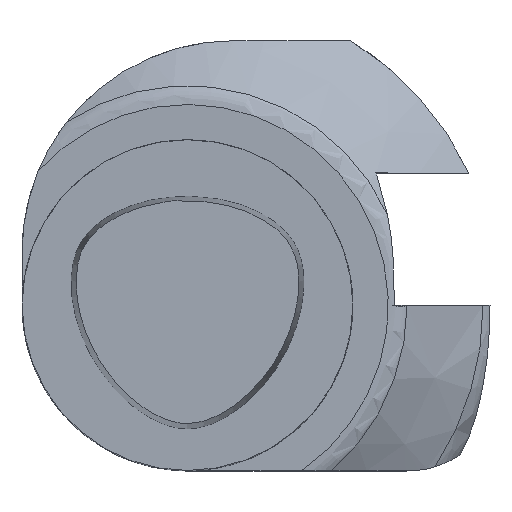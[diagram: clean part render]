
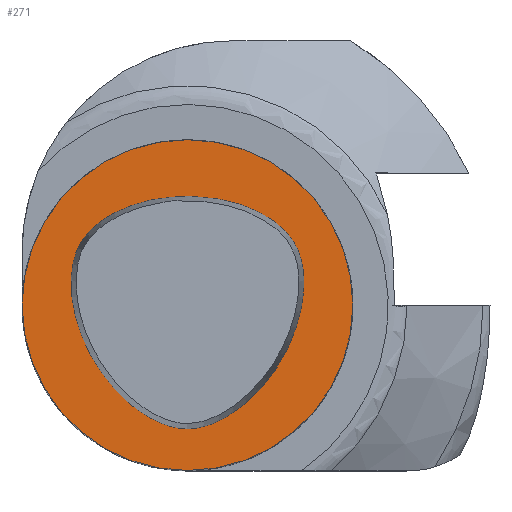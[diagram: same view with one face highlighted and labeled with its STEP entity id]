
A CAD part, top view. The second image highlights one B-rep face of the part: STEP entity #271.
In plain terms, the highlighted planar face has unit normal (0, 0, 1).
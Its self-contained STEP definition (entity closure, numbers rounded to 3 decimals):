
#249=EDGE_CURVE('240[2]',#550,#550,#551,.T.);
#271=ADVANCED_FACE('240[2]',(#579,#580),#581,.T.);
#332=EDGE_CURVE('240[2]',#413,#413,#649,.T.);
#413=VERTEX_POINT('',#1161);
#550=VERTEX_POINT('',#1477);
#551=CIRCLE('',#1478,24.99);
#579=FACE_OUTER_BOUND('',#1527,.T.);
#580=FACE_BOUND('',#1528,.T.);
#581=PLANE('',#1529);
#649=B_SPLINE_CURVE_WITH_KNOTS('',3,(#1663,#1664,#1665,#1666,#1667,#1668,#1669,#1670,#1671,#1672,#1673,#1674,#1675,#1676,#1677,#1678,#1679,#1680,#1681,#1682,#1683,#1684,#1685,#1686,#1687,#1688,#1689,#1690,#1691,#1692,#1693,#1694,#1695,#1696,#1697,#1698,#1699,#1700,#1701,#1702,#1703,#1704,#1705,#1706,#1707,#1708,#1709,#1710,#1711,#1712,#1713,#1714,#1715,#1716,#1717,#1718,#1719,#1720,#1721,#1722,#1723,#1724,#1725,#1726,#1727,#1728,#1729,#1730,#1731,#1732,#1733,#1734,#1735,#1736,#1737,#1738,#1739,#1740,#1741,#1742,#1743,#1744,#1745,#1746,#1747,#1748,#1749,#1750,#1751,#1752,#1753,#1754,#1755,#1756,#1757,#1758),.UNSPECIFIED.,.T.,.F.,(4,2,2,2,2,2,2,2,2,2,2,2,2,2,2,2,2,2,2,2,2,2,2,2,2,2,2,2,2,2,2,2,2,2,2,2,2,2,2,2,2,2,2,2,2,2,2,4),(0.0,0.,0.023,0.046,0.069,0.091,0.112,0.133,0.153,0.173,0.194,0.214,0.236,0.257,0.28,0.302,0.326,0.349,0.372,0.395,0.417,0.438,0.459,0.48,0.5,0.52,0.541,0.562,0.583,0.605,0.628,0.651,0.674,0.698,0.72,0.743,0.764,0.786,0.806,0.827,0.847,0.867,0.888,0.909,0.931,0.954,0.977,1.0),.UNSPECIFIED.);
#1161=CARTESIAN_POINT('',(-0.001,-18.694,0.0));
#1477=CARTESIAN_POINT('',(0.,-24.99,0.));
#1478=AXIS2_PLACEMENT_3D('',#1974,#1975,#1976);
#1527=EDGE_LOOP('',(#2009));
#1528=EDGE_LOOP('',(#2010));
#1529=AXIS2_PLACEMENT_3D('',#2011,#2012,#2013);
#1663=CARTESIAN_POINT('',(-0.001,-18.694,0.0));
#1664=CARTESIAN_POINT('',(-0.011,-18.694,0.0));
#1665=CARTESIAN_POINT('',(-0.02,-18.694,0.0));
#1666=CARTESIAN_POINT('',(-0.871,-18.695,0.0));
#1667=CARTESIAN_POINT('',(-1.713,-18.556,0.));
#1668=CARTESIAN_POINT('',(-3.347,-18.108,0.0));
#1669=CARTESIAN_POINT('',(-4.138,-17.797,0.0));
#1670=CARTESIAN_POINT('',(-5.644,-17.061,0.0));
#1671=CARTESIAN_POINT('',(-6.361,-16.639,0.0));
#1672=CARTESIAN_POINT('',(-7.712,-15.718,0.0));
#1673=CARTESIAN_POINT('',(-8.348,-15.221,0.0));
#1674=CARTESIAN_POINT('',(-9.549,-14.18,0.0));
#1675=CARTESIAN_POINT('',(-10.114,-13.638,0.0));
#1676=CARTESIAN_POINT('',(-11.179,-12.514,0.0));
#1677=CARTESIAN_POINT('',(-11.678,-11.934,0.0));
#1678=CARTESIAN_POINT('',(-12.616,-10.742,0.0));
#1679=CARTESIAN_POINT('',(-13.055,-10.13,0.));
#1680=CARTESIAN_POINT('',(-13.877,-8.876,0.0));
#1681=CARTESIAN_POINT('',(-14.26,-8.233,0.0));
#1682=CARTESIAN_POINT('',(-14.972,-6.916,0.0));
#1683=CARTESIAN_POINT('',(-15.3,-6.242,0.0));
#1684=CARTESIAN_POINT('',(-15.902,-4.857,0.));
#1685=CARTESIAN_POINT('',(-16.174,-4.147,0.));
#1686=CARTESIAN_POINT('',(-16.658,-2.689,0.0));
#1687=CARTESIAN_POINT('',(-16.869,-1.941,0.0));
#1688=CARTESIAN_POINT('',(-17.218,-0.406,0.0));
#1689=CARTESIAN_POINT('',(-17.354,0.381,0.0));
#1690=CARTESIAN_POINT('',(-17.542,1.99,0.0));
#1691=CARTESIAN_POINT('',(-17.59,2.813,0.));
#1692=CARTESIAN_POINT('',(-17.564,4.476,0.0));
#1693=CARTESIAN_POINT('',(-17.486,5.317,0.0));
#1694=CARTESIAN_POINT('',(-17.171,6.985,0.0));
#1695=CARTESIAN_POINT('',(-16.933,7.811,0.0));
#1696=CARTESIAN_POINT('',(-16.223,9.36,0.0));
#1697=CARTESIAN_POINT('',(-15.753,10.083,0.));
#1698=CARTESIAN_POINT('',(-14.646,11.379,0.0));
#1699=CARTESIAN_POINT('',(-14.011,11.953,0.0));
#1700=CARTESIAN_POINT('',(-12.665,12.971,0.0));
#1701=CARTESIAN_POINT('',(-11.955,13.418,0.0));
#1702=CARTESIAN_POINT('',(-10.5,14.197,0.));
#1703=CARTESIAN_POINT('',(-9.758,14.532,0.0));
#1704=CARTESIAN_POINT('',(-8.263,15.113,0.0));
#1705=CARTESIAN_POINT('',(-7.511,15.361,0.0));
#1706=CARTESIAN_POINT('',(-6.005,15.774,0.0));
#1707=CARTESIAN_POINT('',(-5.251,15.94,0.));
#1708=CARTESIAN_POINT('',(-3.745,16.178,0.0));
#1709=CARTESIAN_POINT('',(-2.993,16.252,0.0));
#1710=CARTESIAN_POINT('',(-1.489,16.39,0.));
#1711=CARTESIAN_POINT('',(-0.738,16.454,0.0));
#1712=CARTESIAN_POINT('',(0.759,16.454,0.0));
#1713=CARTESIAN_POINT('',(1.505,16.392,0.0));
#1714=CARTESIAN_POINT('',(3.002,16.253,0.0));
#1715=CARTESIAN_POINT('',(3.753,16.176,0.0));
#1716=CARTESIAN_POINT('',(5.259,15.935,0.0));
#1717=CARTESIAN_POINT('',(6.013,15.769,0.0));
#1718=CARTESIAN_POINT('',(7.522,15.364,0.));
#1719=CARTESIAN_POINT('',(8.275,15.122,0.));
#1720=CARTESIAN_POINT('',(9.771,14.545,0.));
#1721=CARTESIAN_POINT('',(10.514,14.208,0.0));
#1722=CARTESIAN_POINT('',(11.964,13.421,0.0));
#1723=CARTESIAN_POINT('',(12.67,12.968,0.0));
#1724=CARTESIAN_POINT('',(14.011,11.942,0.0));
#1725=CARTESIAN_POINT('',(14.644,11.366,0.0));
#1726=CARTESIAN_POINT('',(15.747,10.068,0.0));
#1727=CARTESIAN_POINT('',(16.217,9.345,0.0));
#1728=CARTESIAN_POINT('',(16.93,7.799,0.0));
#1729=CARTESIAN_POINT('',(17.173,6.976,0.0));
#1730=CARTESIAN_POINT('',(17.495,5.311,0.));
#1731=CARTESIAN_POINT('',(17.574,4.469,0.0));
#1732=CARTESIAN_POINT('',(17.598,2.805,0.0));
#1733=CARTESIAN_POINT('',(17.546,1.982,0.0));
#1734=CARTESIAN_POINT('',(17.353,0.374,0.));
#1735=CARTESIAN_POINT('',(17.214,-0.413,0.0));
#1736=CARTESIAN_POINT('',(16.864,-1.947,0.0));
#1737=CARTESIAN_POINT('',(16.655,-2.696,0.0));
#1738=CARTESIAN_POINT('',(16.172,-4.154,0.));
#1739=CARTESIAN_POINT('',(15.9,-4.864,0.0));
#1740=CARTESIAN_POINT('',(15.298,-6.248,0.0));
#1741=CARTESIAN_POINT('',(14.969,-6.923,0.0));
#1742=CARTESIAN_POINT('',(14.256,-8.24,0.0));
#1743=CARTESIAN_POINT('',(13.873,-8.882,0.));
#1744=CARTESIAN_POINT('',(13.052,-10.136,0.));
#1745=CARTESIAN_POINT('',(12.612,-10.748,0.));
#1746=CARTESIAN_POINT('',(11.674,-11.94,0.));
#1747=CARTESIAN_POINT('',(11.173,-12.519,0.0));
#1748=CARTESIAN_POINT('',(10.107,-13.641,0.0));
#1749=CARTESIAN_POINT('',(9.541,-14.183,0.0));
#1750=CARTESIAN_POINT('',(8.337,-15.22,0.0));
#1751=CARTESIAN_POINT('',(7.7,-15.714,0.0));
#1752=CARTESIAN_POINT('',(6.351,-16.64,0.0));
#1753=CARTESIAN_POINT('',(5.639,-17.071,0.));
#1754=CARTESIAN_POINT('',(4.137,-17.815,0.));
#1755=CARTESIAN_POINT('',(3.346,-18.127,0.0));
#1756=CARTESIAN_POINT('',(1.703,-18.565,0.0));
#1757=CARTESIAN_POINT('',(0.849,-18.69,0.));
#1758=CARTESIAN_POINT('',(-0.001,-18.694,0.0));
#1974=CARTESIAN_POINT('',(0.0,0.0,0.0));
#1975=DIRECTION('',(0.,0.,-1.0));
#1976=DIRECTION('',(0.,-1.0,0.));
#2009=ORIENTED_EDGE('',*,*,#249,.F.);
#2010=ORIENTED_EDGE('',*,*,#332,.T.);
#2011=CARTESIAN_POINT('',(0.,-12.495,0.));
#2012=DIRECTION('',(0.,0.,1.0));
#2013=DIRECTION('',(1.0,0.,0.0));
